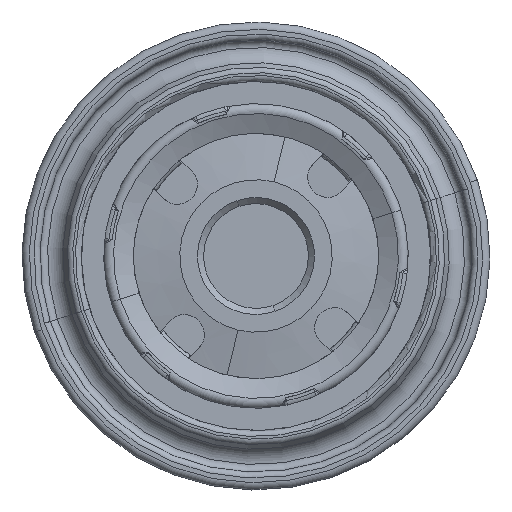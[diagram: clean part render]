
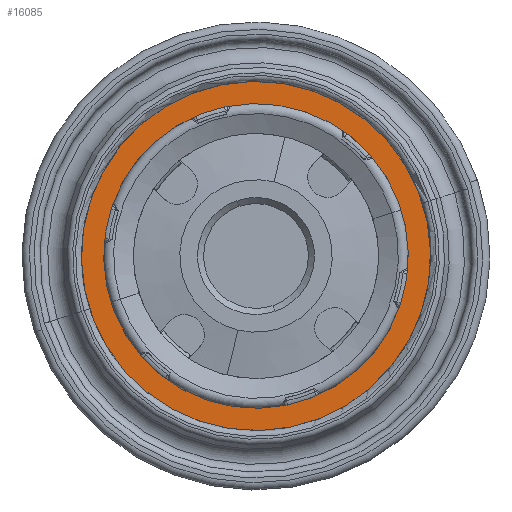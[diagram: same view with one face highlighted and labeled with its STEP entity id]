
A CAD part, top view. The second image highlights one B-rep face of the part: STEP entity #16085.
In plain terms, the highlighted planar face has unit normal (0, 0, 1).
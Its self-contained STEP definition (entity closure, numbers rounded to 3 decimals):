
#15956=AXIS2_PLACEMENT_3D('Circle Axis2P3D',#15954,#15955,$) ;
#15996=AXIS2_PLACEMENT_3D('Circle Axis2P3D',#15994,#15995,$) ;
#16041=AXIS2_PLACEMENT_3D('Circle Axis2P3D',#16039,#16040,$) ;
#16061=AXIS2_PLACEMENT_3D('Circle Axis2P3D',#16059,#16060,$) ;
#16075=AXIS2_PLACEMENT_3D('Plane Axis2P3D',#16072,#16073,#16074) ;
#15951=CARTESIAN_POINT('Vertex',(14.982,27.424,2.83)) ;
#15954=CARTESIAN_POINT('Axis2P3D Location',(0.,0.,2.83)) ;
#15958=CARTESIAN_POINT('Vertex',(-14.982,-27.424,2.83)) ;
#15994=CARTESIAN_POINT('Axis2P3D Location',(0.,0.,2.83)) ;
#16036=CARTESIAN_POINT('Vertex',(-17.163,-31.417,2.83)) ;
#16039=CARTESIAN_POINT('Axis2P3D Location',(0.,0.,2.83)) ;
#16043=CARTESIAN_POINT('Vertex',(17.163,31.417,2.83)) ;
#16059=CARTESIAN_POINT('Axis2P3D Location',(0.,0.,2.83)) ;
#16072=CARTESIAN_POINT('Axis2P3D Location',(0.,-31.25,2.83)) ;
#15955=DIRECTION('Axis2P3D Direction',(0.,0.,-1.)) ;
#15995=DIRECTION('Axis2P3D Direction',(0.,0.,-1.)) ;
#16040=DIRECTION('Axis2P3D Direction',(0.,0.,-1.)) ;
#16060=DIRECTION('Axis2P3D Direction',(0.,0.,-1.)) ;
#16073=DIRECTION('Axis2P3D Direction',(0.,0.,-1.)) ;
#16074=DIRECTION('Axis2P3D XDirection',(-1.,0.,0.)) ;
#16078=ORIENTED_EDGE('',*,*,#16045,.F.) ;
#16079=ORIENTED_EDGE('',*,*,#16063,.F.) ;
#16082=ORIENTED_EDGE('',*,*,#15998,.T.) ;
#16083=ORIENTED_EDGE('',*,*,#15960,.T.) ;
#16084=FACE_BOUND('',#16081,.T.) ;
#16085=ADVANCED_FACE('PartBody',(#16080,#16084),#16076,.F.) ;
#15957=CIRCLE('generated circle',#15956,31.25) ;
#15997=CIRCLE('generated circle',#15996,31.25) ;
#16042=CIRCLE('generated circle',#16041,35.8) ;
#16062=CIRCLE('generated circle',#16061,35.8) ;
#15960=EDGE_CURVE('',#15959,#15952,#15957,.T.) ;
#15998=EDGE_CURVE('',#15952,#15959,#15997,.T.) ;
#16045=EDGE_CURVE('',#16037,#16044,#16042,.T.) ;
#16063=EDGE_CURVE('',#16044,#16037,#16062,.T.) ;
#16077=EDGE_LOOP('',(#16078,#16079)) ;
#16081=EDGE_LOOP('',(#16082,#16083)) ;
#16080=FACE_OUTER_BOUND('',#16077,.T.) ;
#16076=PLANE('',#16075) ;
#15952=VERTEX_POINT('',#15951) ;
#15959=VERTEX_POINT('',#15958) ;
#16037=VERTEX_POINT('',#16036) ;
#16044=VERTEX_POINT('',#16043) ;
